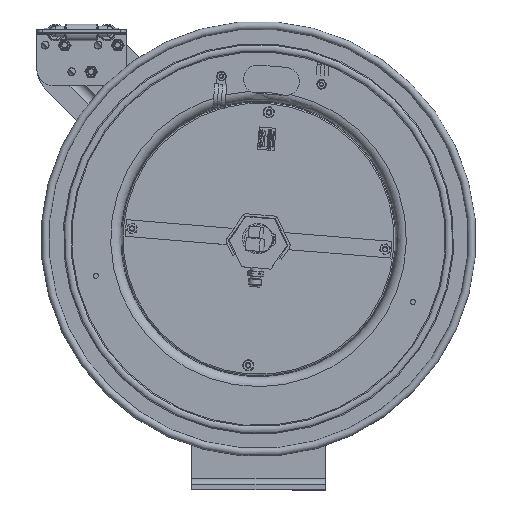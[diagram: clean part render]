
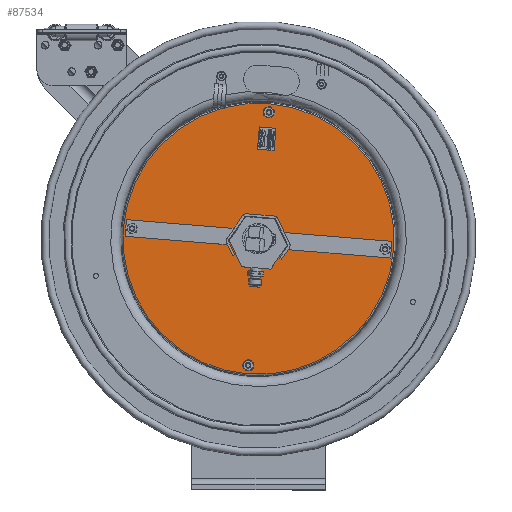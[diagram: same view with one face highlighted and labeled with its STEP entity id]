
A CAD part, top view. The second image highlights one B-rep face of the part: STEP entity #87534.
In plain terms, the highlighted planar face has unit normal (0, 0, 1).
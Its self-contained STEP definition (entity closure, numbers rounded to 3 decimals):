
#512=FACE_BOUND('',#9832,.T.);
#513=FACE_BOUND('',#9833,.T.);
#514=FACE_BOUND('',#9834,.T.);
#515=FACE_BOUND('',#9835,.T.);
#516=FACE_BOUND('',#9836,.T.);
#4703=PLANE('',#91152);
#6650=FACE_OUTER_BOUND('',#9831,.T.);
#9831=EDGE_LOOP('',(#65733));
#9832=EDGE_LOOP('',(#65734));
#9833=EDGE_LOOP('',(#65735));
#9834=EDGE_LOOP('',(#65736));
#9835=EDGE_LOOP('',(#65737));
#9836=EDGE_LOOP('',(#65738));
#33470=CIRCLE('',#91149,6.078);
#33473=CIRCLE('',#91153,0.655);
#33474=CIRCLE('',#91154,0.14);
#33475=CIRCLE('',#91155,0.14);
#33476=CIRCLE('',#91156,0.14);
#33477=CIRCLE('',#91157,0.14);
#37266=VERTEX_POINT('',#122699);
#37268=VERTEX_POINT('',#122705);
#37269=VERTEX_POINT('',#122707);
#37270=VERTEX_POINT('',#122709);
#37271=VERTEX_POINT('',#122711);
#37272=VERTEX_POINT('',#122713);
#49666=EDGE_CURVE('',#37266,#37266,#33470,.T.);
#49669=EDGE_CURVE('',#37268,#37268,#33473,.T.);
#49670=EDGE_CURVE('',#37269,#37269,#33474,.T.);
#49671=EDGE_CURVE('',#37270,#37270,#33475,.T.);
#49672=EDGE_CURVE('',#37271,#37271,#33476,.T.);
#49673=EDGE_CURVE('',#37272,#37272,#33477,.T.);
#65733=ORIENTED_EDGE('',*,*,#49666,.F.);
#65734=ORIENTED_EDGE('',*,*,#49669,.T.);
#65735=ORIENTED_EDGE('',*,*,#49670,.T.);
#65736=ORIENTED_EDGE('',*,*,#49671,.T.);
#65737=ORIENTED_EDGE('',*,*,#49672,.T.);
#65738=ORIENTED_EDGE('',*,*,#49673,.T.);
#87534=ADVANCED_FACE('',(#6650,#512,#513,#514,#515,#516),#4703,.T.);
#91149=AXIS2_PLACEMENT_3D('',#122700,#98118,#98119);
#91152=AXIS2_PLACEMENT_3D('',#122704,#98124,#98125);
#91153=AXIS2_PLACEMENT_3D('',#122706,#98126,#98127);
#91154=AXIS2_PLACEMENT_3D('',#122708,#98128,#98129);
#91155=AXIS2_PLACEMENT_3D('',#122710,#98130,#98131);
#91156=AXIS2_PLACEMENT_3D('',#122712,#98132,#98133);
#91157=AXIS2_PLACEMENT_3D('',#122714,#98134,#98135);
#98118=DIRECTION('center_axis',(0.,0.,
-1.));
#98119=DIRECTION('ref_axis',(0.081,0.997,0.));
#98124=DIRECTION('center_axis',(0.,0.,
1.));
#98125=DIRECTION('ref_axis',(0.081,0.997,0.));
#98126=DIRECTION('center_axis',(0.,0.,
-1.));
#98127=DIRECTION('ref_axis',(-0.081,-0.997,0.));
#98128=DIRECTION('center_axis',(0.,0.,
-1.));
#98129=DIRECTION('ref_axis',(0.081,0.997,0.));
#98130=DIRECTION('center_axis',(0.,0.,
-1.));
#98131=DIRECTION('ref_axis',(0.081,0.997,0.));
#98132=DIRECTION('center_axis',(0.,0.,
-1.));
#98133=DIRECTION('ref_axis',(0.081,0.997,0.));
#98134=DIRECTION('center_axis',(0.,0.,
-1.));
#98135=DIRECTION('ref_axis',(0.081,0.997,0.));
#122699=CARTESIAN_POINT('',(-0.495,5.194,4.935));
#122700=CARTESIAN_POINT('Origin',(0.,11.252,
4.935));
#122704=CARTESIAN_POINT('Origin',(0.,11.252,
4.935));
#122705=CARTESIAN_POINT('',(0.053,11.905,4.935));
#122706=CARTESIAN_POINT('Origin',(0.,11.252,
4.935));
#122707=CARTESIAN_POINT('',(0.474,17.06,4.935));
#122708=CARTESIAN_POINT('Origin',(0.463,16.92,4.935));
#122709=CARTESIAN_POINT('',(-0.451,5.723,4.935));
#122710=CARTESIAN_POINT('Origin',(-0.463,5.583,4.935));
#122711=CARTESIAN_POINT('',(-5.657,11.854,4.935));
#122712=CARTESIAN_POINT('Origin',(-5.669,11.715,4.935));
#122713=CARTESIAN_POINT('',(5.68,10.929,4.935));
#122714=CARTESIAN_POINT('Origin',(5.669,10.789,4.935));
